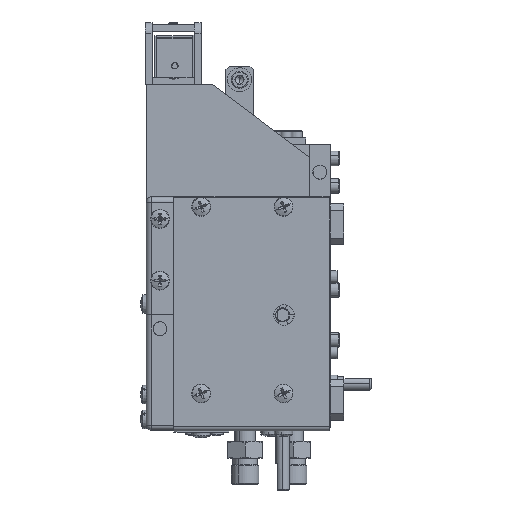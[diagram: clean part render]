
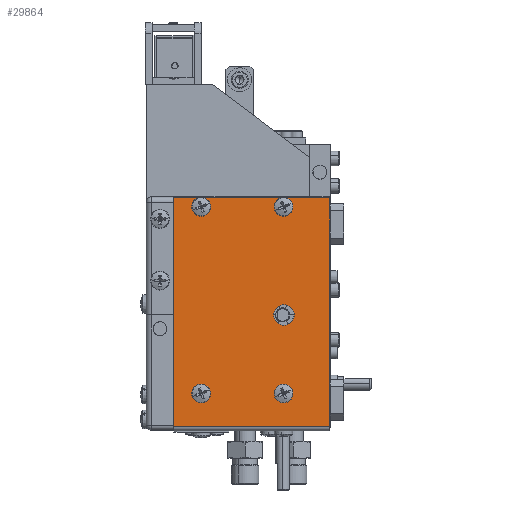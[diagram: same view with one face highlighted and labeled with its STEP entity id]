
A CAD part, left-side view. The second image highlights one B-rep face of the part: STEP entity #29864.
In plain terms, the highlighted planar face has unit normal (-1, 0, 0).
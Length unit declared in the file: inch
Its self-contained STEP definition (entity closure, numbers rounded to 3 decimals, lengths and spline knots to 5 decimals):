
#370 = DIRECTION ( 'NONE',  ( -1., 0., 0. ) ) ;
#948 = DIRECTION ( 'NONE',  ( 0., 0., -1. ) ) ;
#1201 = CARTESIAN_POINT ( 'NONE',  ( 5.93643, 0.19727, -4.94738 ) ) ;
#1940 = CARTESIAN_POINT ( 'NONE',  ( 5.93643, 0.20527, -6.30488 ) ) ;
#3272 = LINE ( 'NONE', #63540, #5589 ) ;
#4039 = CARTESIAN_POINT ( 'NONE',  ( 5.93643, 0.20527, -6.11488 ) ) ;
#4696 = CARTESIAN_POINT ( 'NONE',  ( 5.93643, -0.63973, -6.83088 ) ) ;
#5589 = VECTOR ( 'NONE', #56046, 39.37008 ) ;
#6834 = CIRCLE ( 'NONE', #11235, 0.095 ) ;
#6893 = FACE_BOUND ( 'NONE', #53012, .T. ) ;
#7466 = CARTESIAN_POINT ( 'NONE',  ( 5.93643, 1.70527, -2.78988 ) ) ;
#7943 = AXIS2_PLACEMENT_3D ( 'NONE', #36850, #89089, #44342 ) ;
#8199 = ORIENTED_EDGE ( 'NONE', *, *, #38957, .T. ) ;
#9688 = VERTEX_POINT ( 'NONE', #4039 ) ;
#11235 = AXIS2_PLACEMENT_3D ( 'NONE', #90462, #45719, #948 ) ;
#11393 = CIRCLE ( 'NONE', #59352, 0.095 ) ;
#11591 = CIRCLE ( 'NONE', #7943, 0.1875 ) ;
#12192 = DIRECTION ( 'NONE',  ( 0., 0., 1. ) ) ;
#12751 = ORIENTED_EDGE ( 'NONE', *, *, #89683, .T. ) ;
#14017 = ORIENTED_EDGE ( 'NONE', *, *, #24848, .T. ) ;
#14133 = CARTESIAN_POINT ( 'NONE',  ( 5.93643, 0.19727, -4.57238 ) ) ;
#14192 = DIRECTION ( 'NONE',  ( 1., 0., 0. ) ) ;
#14960 = DIRECTION ( 'NONE',  ( 0., 0., -1. ) ) ;
#15166 = DIRECTION ( 'NONE',  ( 0., 0., -1. ) ) ;
#15743 = CARTESIAN_POINT ( 'NONE',  ( 5.93643, 2.20527, -6.79088 ) ) ;
#16846 = VECTOR ( 'NONE', #36169, 39.37008 ) ;
#18492 = LINE ( 'NONE', #4696, #55885 ) ;
#18905 = VERTEX_POINT ( 'NONE', #79849 ) ;
#19036 = EDGE_CURVE ( 'NONE', #18905, #25250, #22508, .T. ) ;
#19359 = VERTEX_POINT ( 'NONE', #14133 ) ;
#19498 = VERTEX_POINT ( 'NONE', #96833 ) ;
#19688 = AXIS2_PLACEMENT_3D ( 'NONE', #47805, #72252, #27572 ) ;
#21083 = AXIS2_PLACEMENT_3D ( 'NONE', #66456, #14192, #58999 ) ;
#22508 = CIRCLE ( 'NONE', #32330, 0.095 ) ;
#22761 = CARTESIAN_POINT ( 'NONE',  ( 5.93643, 0.20527, -2.78988 ) ) ;
#23273 = AXIS2_PLACEMENT_3D ( 'NONE', #60193, #370, #52669 ) ;
#24241 = AXIS2_PLACEMENT_3D ( 'NONE', #84616, #32307, #77094 ) ;
#24389 = VERTEX_POINT ( 'NONE', #1201 ) ;
#24848 = EDGE_CURVE ( 'NONE', #19498, #61189, #3272, .T. ) ;
#25040 = ORIENTED_EDGE ( 'NONE', *, *, #75886, .T. ) ;
#25250 = VERTEX_POINT ( 'NONE', #72347 ) ;
#25845 = DIRECTION ( 'NONE',  ( 1., 0., 0. ) ) ;
#27572 = DIRECTION ( 'NONE',  ( 0., 0., -1. ) ) ;
#29163 = FACE_OUTER_BOUND ( 'NONE', #60169, .T. ) ;
#29670 = CARTESIAN_POINT ( 'NONE',  ( 5.93643, 0.20527, -2.88488 ) ) ;
#29864 = ADVANCED_FACE ( 'NONE', ( #88722, #71179, #48984, #6893, #33809, #29163 ), #60502, .T. ) ;
#30785 = AXIS2_PLACEMENT_3D ( 'NONE', #45890, #25845, #93447 ) ;
#31096 = ORIENTED_EDGE ( 'NONE', *, *, #56779, .T. ) ;
#31942 = ORIENTED_EDGE ( 'NONE', *, *, #53424, .F. ) ;
#32307 = DIRECTION ( 'NONE',  ( 1., 0., 0. ) ) ;
#32330 = AXIS2_PLACEMENT_3D ( 'NONE', #43792, #96082, #36312 ) ;
#33809 = FACE_BOUND ( 'NONE', #54431, .T. ) ;
#36169 = DIRECTION ( 'NONE',  ( 0., 0., 1. ) ) ;
#36312 = DIRECTION ( 'NONE',  ( 0., 0., -1. ) ) ;
#36850 = CARTESIAN_POINT ( 'NONE',  ( 5.93643, 0.19727, -4.75988 ) ) ;
#37452 = AXIS2_PLACEMENT_3D ( 'NONE', #7466, #59794, #14960 ) ;
#38957 = EDGE_CURVE ( 'NONE', #66510, #9688, #43789, .T. ) ;
#40981 = CARTESIAN_POINT ( 'NONE',  ( 5.93643, 1.70527, -6.20988 ) ) ;
#43266 = EDGE_LOOP ( 'NONE', ( #68814, #31096 ) ) ;
#43789 = CIRCLE ( 'NONE', #24241, 0.095 ) ;
#43792 = CARTESIAN_POINT ( 'NONE',  ( 5.93643, 1.70527, -2.78988 ) ) ;
#43847 = CARTESIAN_POINT ( 'NONE',  ( 5.93643, 0.20527, -2.69488 ) ) ;
#44342 = DIRECTION ( 'NONE',  ( 0., 0., -1. ) ) ;
#45719 = DIRECTION ( 'NONE',  ( 1., 0., 0. ) ) ;
#45819 = DIRECTION ( 'NONE',  ( 0., 1., 0. ) ) ;
#45890 = CARTESIAN_POINT ( 'NONE',  ( 5.93643, 0.19727, -4.75988 ) ) ;
#47805 = CARTESIAN_POINT ( 'NONE',  ( 5.93643, 1.70527, -6.20988 ) ) ;
#48984 = FACE_BOUND ( 'NONE', #79651, .T. ) ;
#49194 = EDGE_CURVE ( 'NONE', #63446, #59923, #73913, .T. ) ;
#50229 = EDGE_CURVE ( 'NONE', #9688, #66510, #60227, .T. ) ;
#51720 = CARTESIAN_POINT ( 'NONE',  ( 5.93643, -0.63973, -6.79088 ) ) ;
#52669 = DIRECTION ( 'NONE',  ( 0., 0., 1. ) ) ;
#53012 = EDGE_LOOP ( 'NONE', ( #69722, #59441 ) ) ;
#53424 = EDGE_CURVE ( 'NONE', #55462, #61189, #96364, .T. ) ;
#53631 = CARTESIAN_POINT ( 'NONE',  ( 5.93643, 1.70527, -6.30488 ) ) ;
#53974 = EDGE_CURVE ( 'NONE', #19359, #24389, #84472, .T. ) ;
#54431 = EDGE_LOOP ( 'NONE', ( #25040, #66584 ) ) ;
#54523 = VERTEX_POINT ( 'NONE', #53631 ) ;
#54672 = ORIENTED_EDGE ( 'NONE', *, *, #55378, .F. ) ;
#55239 = ORIENTED_EDGE ( 'NONE', *, *, #77031, .T. ) ;
#55378 = EDGE_CURVE ( 'NONE', #92571, #55462, #95728, .T. ) ;
#55462 = VERTEX_POINT ( 'NONE', #15743 ) ;
#55885 = VECTOR ( 'NONE', #12192, 39.37008 ) ;
#56046 = DIRECTION ( 'NONE',  ( 0., 1., 0. ) ) ;
#56645 = DIRECTION ( 'NONE',  ( 0., 0., -1. ) ) ;
#56779 = EDGE_CURVE ( 'NONE', #65140, #54523, #11393, .T. ) ;
#56906 = EDGE_CURVE ( 'NONE', #25250, #18905, #89718, .T. ) ;
#58999 = DIRECTION ( 'NONE',  ( 0., 0., -1. ) ) ;
#59124 = CARTESIAN_POINT ( 'NONE',  ( 5.93643, 2.20527, -2.62988 ) ) ;
#59352 = AXIS2_PLACEMENT_3D ( 'NONE', #40981, #78275, #56645 ) ;
#59441 = ORIENTED_EDGE ( 'NONE', *, *, #19036, .T. ) ;
#59794 = DIRECTION ( 'NONE',  ( 1., 0., 0. ) ) ;
#59923 = VERTEX_POINT ( 'NONE', #29670 ) ;
#60169 = EDGE_LOOP ( 'NONE', ( #31942, #54672, #12751, #14017 ) ) ;
#60193 = CARTESIAN_POINT ( 'NONE',  ( 5.93643, -0.63973, -6.83088 ) ) ;
#60227 = CIRCLE ( 'NONE', #21083, 0.095 ) ;
#60502 = PLANE ( 'NONE',  #23273 ) ;
#61189 = VERTEX_POINT ( 'NONE', #59124 ) ;
#61353 = CARTESIAN_POINT ( 'NONE',  ( 5.93643, -0.63973, -6.79088 ) ) ;
#63446 = VERTEX_POINT ( 'NONE', #43847 ) ;
#63540 = CARTESIAN_POINT ( 'NONE',  ( 5.93643, -0.63973, -2.62988 ) ) ;
#65140 = VERTEX_POINT ( 'NONE', #79743 ) ;
#66456 = CARTESIAN_POINT ( 'NONE',  ( 5.93643, 0.20527, -6.20988 ) ) ;
#66510 = VERTEX_POINT ( 'NONE', #1940 ) ;
#66584 = ORIENTED_EDGE ( 'NONE', *, *, #53974, .T. ) ;
#67418 = DIRECTION ( 'NONE',  ( 1., 0., 0. ) ) ;
#67505 = EDGE_CURVE ( 'NONE', #54523, #65140, #79978, .T. ) ;
#68814 = ORIENTED_EDGE ( 'NONE', *, *, #67505, .T. ) ;
#69722 = ORIENTED_EDGE ( 'NONE', *, *, #56906, .T. ) ;
#71179 = FACE_BOUND ( 'NONE', #43266, .T. ) ;
#72252 = DIRECTION ( 'NONE',  ( 1., 0., 0. ) ) ;
#72347 = CARTESIAN_POINT ( 'NONE',  ( 5.93643, 1.70527, -2.88488 ) ) ;
#73688 = CARTESIAN_POINT ( 'NONE',  ( 5.93643, 2.20527, -6.83088 ) ) ;
#73913 = CIRCLE ( 'NONE', #94197, 0.095 ) ;
#75881 = VECTOR ( 'NONE', #45819, 39.37008 ) ;
#75886 = EDGE_CURVE ( 'NONE', #24389, #19359, #11591, .T. ) ;
#77031 = EDGE_CURVE ( 'NONE', #59923, #63446, #6834, .T. ) ;
#77094 = DIRECTION ( 'NONE',  ( 0., 0., -1. ) ) ;
#77859 = ORIENTED_EDGE ( 'NONE', *, *, #49194, .T. ) ;
#78275 = DIRECTION ( 'NONE',  ( 1., 0., 0. ) ) ;
#79651 = EDGE_LOOP ( 'NONE', ( #55239, #77859 ) ) ;
#79743 = CARTESIAN_POINT ( 'NONE',  ( 5.93643, 1.70527, -6.11488 ) ) ;
#79849 = CARTESIAN_POINT ( 'NONE',  ( 5.93643, 1.70527, -2.69488 ) ) ;
#79978 = CIRCLE ( 'NONE', #19688, 0.095 ) ;
#84472 = CIRCLE ( 'NONE', #30785, 0.1875 ) ;
#84616 = CARTESIAN_POINT ( 'NONE',  ( 5.93643, 0.20527, -6.20988 ) ) ;
#88722 = FACE_BOUND ( 'NONE', #92394, .T. ) ;
#89089 = DIRECTION ( 'NONE',  ( 1., 0., 0. ) ) ;
#89683 = EDGE_CURVE ( 'NONE', #92571, #19498, #18492, .T. ) ;
#89718 = CIRCLE ( 'NONE', #37452, 0.095 ) ;
#90462 = CARTESIAN_POINT ( 'NONE',  ( 5.93643, 0.20527, -2.78988 ) ) ;
#92394 = EDGE_LOOP ( 'NONE', ( #8199, #95977 ) ) ;
#92571 = VERTEX_POINT ( 'NONE', #61353 ) ;
#93447 = DIRECTION ( 'NONE',  ( 0., 0., -1. ) ) ;
#94197 = AXIS2_PLACEMENT_3D ( 'NONE', #22761, #67418, #15166 ) ;
#95728 = LINE ( 'NONE', #51720, #75881 ) ;
#95977 = ORIENTED_EDGE ( 'NONE', *, *, #50229, .T. ) ;
#96082 = DIRECTION ( 'NONE',  ( 1., 0., 0. ) ) ;
#96364 = LINE ( 'NONE', #73688, #16846 ) ;
#96833 = CARTESIAN_POINT ( 'NONE',  ( 5.93643, -0.63973, -2.62988 ) ) ;
